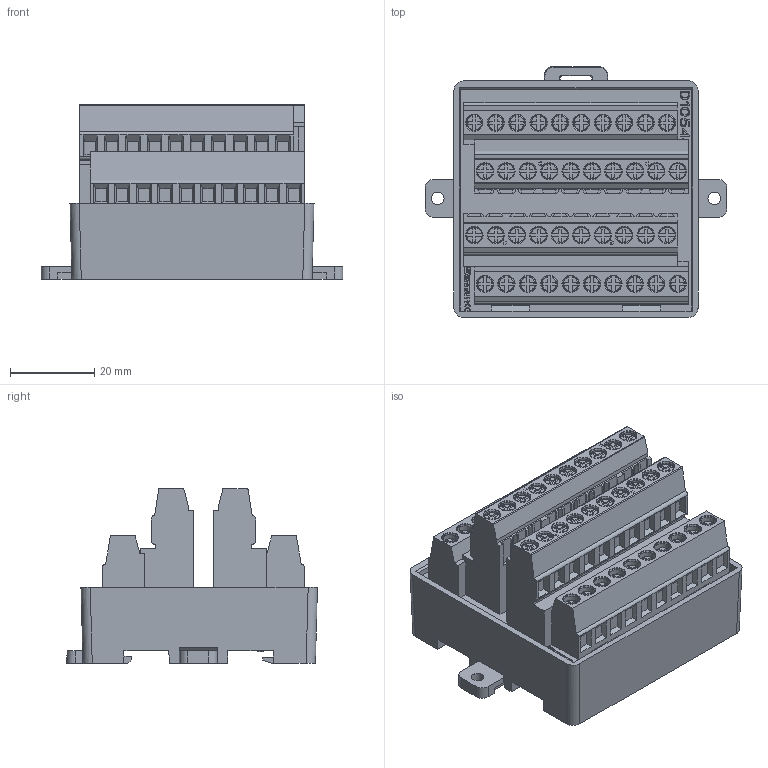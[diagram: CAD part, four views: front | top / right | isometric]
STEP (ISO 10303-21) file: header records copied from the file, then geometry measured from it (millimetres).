
FILE_DESCRIPTION(/* description */ (''),/* implementation_level */ '2;1');
FILE_NAME(/* name */ 'D1054-E.stp',/* time_stamp */ '2024-08-14T10:12:22+08:00',/* author */ (''),/* organization */ (''),/* preprocessor_version */ 'ST-DEVELOPER v14',/* originating_system */ 'SIEMENS PLM Software NX 8.0',/* authorisation */ '');
FILE_SCHEMA (('AUTOMOTIVE_DESIGN { 1 0 10303 214 3 1 1 1 }'));
Length unit declared in the file: millimetre
Products named in the file (1): Admi089C3F336m12
Bounding box: 71.6 x 59.51 x 41.45 mm (x, y, z)
Volume: 84500.1 mm3; surface area: 23119.9 mm2
Topology: 3 solids, 3 shells, 1690 faces, 4486 edges, 2954 vertices
Faces by surface type: plane 1293, cylinder 157, torus 132, cone 96, extrusion 10, bspline 2
Full cylindrical faces by diameter (mm): 3 x2, 4.1 x28, 4.13 x28
Entity records: 55109 total; most frequent: CARTESIAN_POINT 12973, ORIENTED_EDGE 8708, DIRECTION 7748, EDGE_CURVE 4354, VECTOR 3322, LINE 3312, VERTEX_POINT 2910, AXIS2_PLACEMENT_3D 2213
